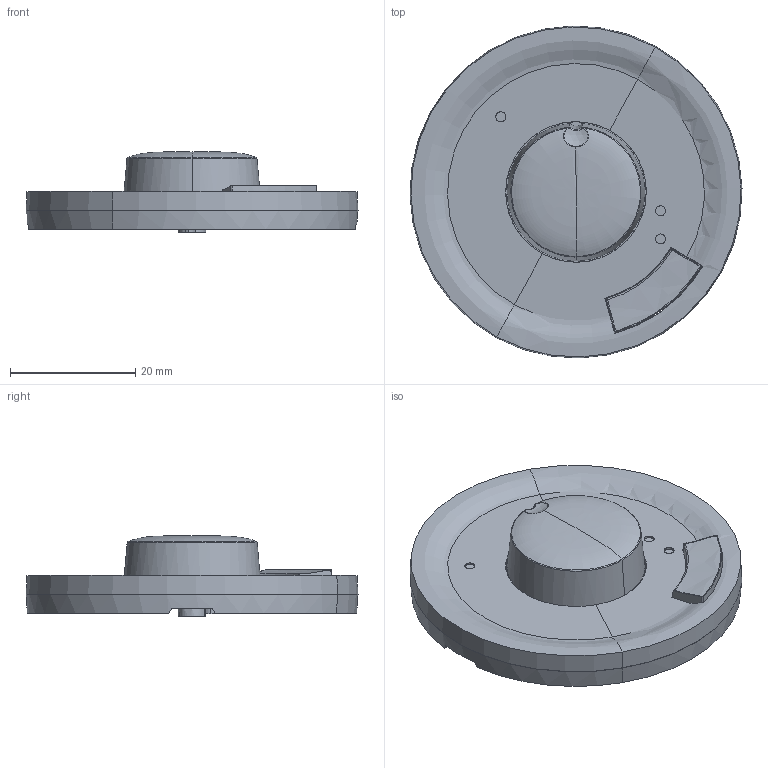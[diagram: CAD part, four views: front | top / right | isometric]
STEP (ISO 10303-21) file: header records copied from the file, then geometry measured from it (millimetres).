
FILE_DESCRIPTION(('CATIA V5 STEP Exchange','CAx-IF Rec.Pracs.--- Model Styling and Organization---1.5--- 2016-08-15','CAx-IF Rec.Pracs.---Supplemental Geometry---1.0---2011-11-01','CAx-IF Rec.Pracs.--- Composite Materials ---1.1---2010-07-15'),'2;1');
FILE_NAME('CB0250 _AllCATPart.stp','2024-02-14T09:25:24+00:00',('none'),('none'),'CATIA Version 5-6 Release 2020 SP3','CATIA V5 STEP AP214 v2','none');
FILE_SCHEMA(('AUTOMOTIVE_DESIGN { 1 0 10303 214 1 1 1 1 }'));
Length unit declared in the file: millimetre
Products named in the file (1): CB0250 _AllCATPart
Bounding box: 52.99 x 52.99 x 12.9 mm (x, y, z)
Volume: 6000.4 mm3; surface area: 8511 mm2
Topology: 7 solids, 7 shells, 338 faces, 923 edges, 600 vertices
Faces by surface type: plane 119, cylinder 67, bspline 61, cone 55, revolution 18, sphere 10, torus 6, extrusion 2
Entity records: 23000 total; most frequent: CARTESIAN_POINT 15601, ORIENTED_EDGE 1822, DIRECTION 961, EDGE_CURVE 911, VERTEX_POINT 600, B_SPLINE_CURVE_WITH_KNOTS 446, AXIS2_PLACEMENT_3D 444, EDGE_LOOP 365
